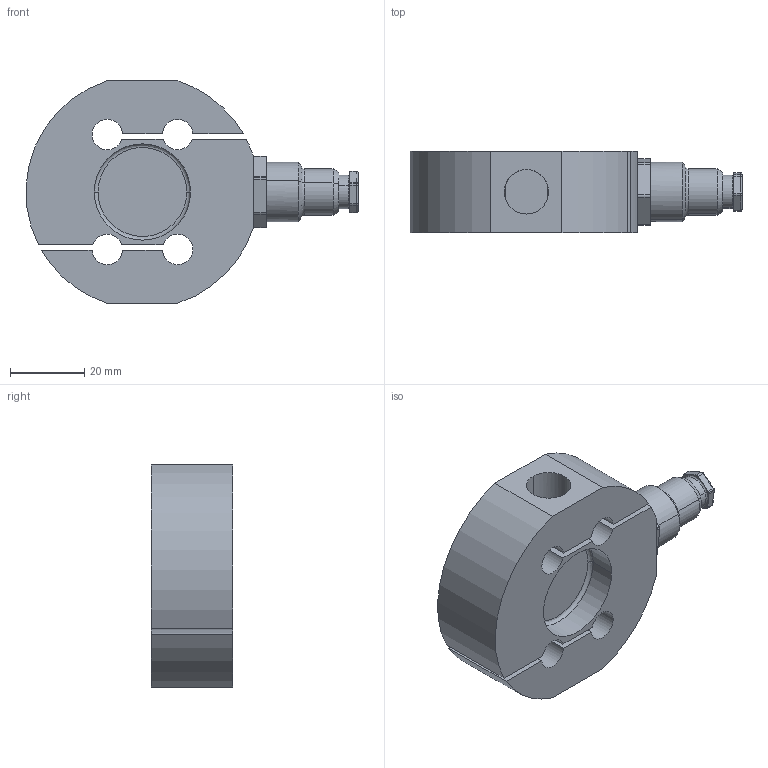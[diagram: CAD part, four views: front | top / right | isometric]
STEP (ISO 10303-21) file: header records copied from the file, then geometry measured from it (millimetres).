
FILE_DESCRIPTION (( 'STEP AP214' ), '1' );
FILE_NAME ('CTL200.STEP', '2024-11-05T14:07:39', ( '' ), ( '' ), 'SwSTEP 2.0', 'SolidWorks 2021', '' );
FILE_SCHEMA (( 'AUTOMOTIVE_DESIGN' ));
Length unit declared in the file: inch
Products named in the file (1): CTL200
Bounding box: 89.71 x 22 x 60 mm (x, y, z)
Volume: 51783.7 mm3; surface area: 18173.7 mm2
Topology: 2 solids, 2 shells, 114 faces, 280 edges, 178 vertices
Faces by surface type: cylinder 56, plane 39, bspline 17, cone 2
Entity records: 4562 total; most frequent: CARTESIAN_POINT 1806, DIRECTION 579, ORIENTED_EDGE 560, EDGE_CURVE 280, AXIS2_PLACEMENT_3D 223, VERTEX_POINT 178, VECTOR 133, LINE 133
